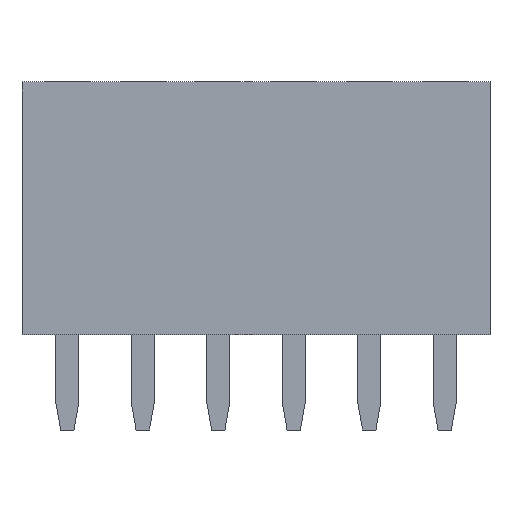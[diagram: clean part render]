
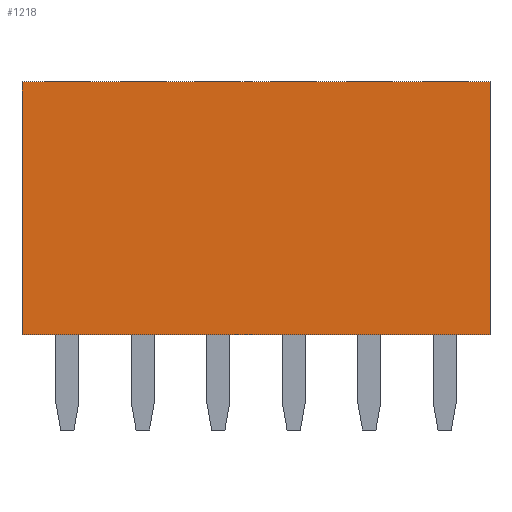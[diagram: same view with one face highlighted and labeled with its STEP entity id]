
A CAD part, top view. The second image highlights one B-rep face of the part: STEP entity #1218.
In plain terms, the highlighted planar face has unit normal (0, 0, 1).
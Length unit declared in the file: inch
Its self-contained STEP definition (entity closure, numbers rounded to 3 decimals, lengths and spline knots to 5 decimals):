
#6 = LINE ( 'NONE', #4660, #1592 ) ;
#187 = CARTESIAN_POINT ( 'NONE',  ( -0.31, 0., 0.05 ) ) ;
#304 = ORIENTED_EDGE ( 'NONE', *, *, #4016, .F. ) ;
#501 = VECTOR ( 'NONE', #1506, 39.37008 ) ;
#767 = LINE ( 'NONE', #187, #4638 ) ;
#1002 = CARTESIAN_POINT ( 'NONE',  ( 0.31, 0.335, 0.05 ) ) ;
#1080 = CARTESIAN_POINT ( 'NONE',  ( 0.31, 0., 0.05 ) ) ;
#1095 = VERTEX_POINT ( 'NONE', #1002 ) ;
#1218 = ADVANCED_FACE ( 'NONE', ( #4837 ), #1456, .F. ) ;
#1456 = PLANE ( 'NONE',  #3420 ) ;
#1506 = DIRECTION ( 'NONE',  ( 0., -1., 0. ) ) ;
#1592 = VECTOR ( 'NONE', #5090, 39.37008 ) ;
#1784 = VERTEX_POINT ( 'NONE', #5509 ) ;
#1849 = DIRECTION ( 'NONE',  ( 1., 0., 0. ) ) ;
#1861 = ORIENTED_EDGE ( 'NONE', *, *, #2924, .F. ) ;
#1906 = CARTESIAN_POINT ( 'NONE',  ( -0.31, 0.335, 0.05 ) ) ;
#2070 = ORIENTED_EDGE ( 'NONE', *, *, #3026, .T. ) ;
#2374 = CARTESIAN_POINT ( 'NONE',  ( -0.31, 0.335, 0.05 ) ) ;
#2728 = VERTEX_POINT ( 'NONE', #1080 ) ;
#2924 = EDGE_CURVE ( 'NONE', #5282, #1095, #5250, .T. ) ;
#3026 = EDGE_CURVE ( 'NONE', #1784, #2728, #767, .T. ) ;
#3420 = AXIS2_PLACEMENT_3D ( 'NONE', #1906, #5383, #4942 ) ;
#3592 = CARTESIAN_POINT ( 'NONE',  ( 0.31, 0.335, 0.05 ) ) ;
#3672 = EDGE_CURVE ( 'NONE', #5282, #1784, #3893, .T. ) ;
#3893 = LINE ( 'NONE', #4952, #501 ) ;
#4016 = EDGE_CURVE ( 'NONE', #1095, #2728, #6, .T. ) ;
#4556 = EDGE_LOOP ( 'NONE', ( #304, #1861, #5406, #2070 ) ) ;
#4638 = VECTOR ( 'NONE', #4961, 39.37008 ) ;
#4660 = CARTESIAN_POINT ( 'NONE',  ( 0.31, 0.335, 0.05 ) ) ;
#4837 = FACE_OUTER_BOUND ( 'NONE', #4556, .T. ) ;
#4942 = DIRECTION ( 'NONE',  ( -1., 0., 0. ) ) ;
#4952 = CARTESIAN_POINT ( 'NONE',  ( -0.31, 0.335, 0.05 ) ) ;
#4961 = DIRECTION ( 'NONE',  ( 1., 0., 0. ) ) ;
#5090 = DIRECTION ( 'NONE',  ( 0., -1., 0. ) ) ;
#5250 = LINE ( 'NONE', #3592, #5597 ) ;
#5282 = VERTEX_POINT ( 'NONE', #2374 ) ;
#5383 = DIRECTION ( 'NONE',  ( 0., 0., -1. ) ) ;
#5406 = ORIENTED_EDGE ( 'NONE', *, *, #3672, .T. ) ;
#5509 = CARTESIAN_POINT ( 'NONE',  ( -0.31, 0., 0.05 ) ) ;
#5597 = VECTOR ( 'NONE', #1849, 39.37008 ) ;
